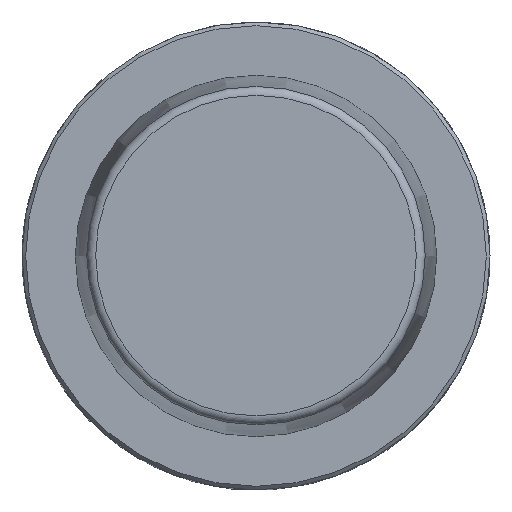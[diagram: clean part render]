
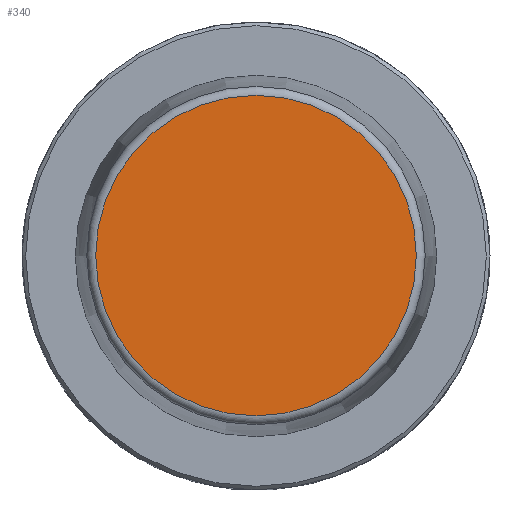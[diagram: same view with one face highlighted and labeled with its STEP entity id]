
A CAD part, top view. The second image highlights one B-rep face of the part: STEP entity #340.
In plain terms, the highlighted planar face has unit normal (0, 0, 1).
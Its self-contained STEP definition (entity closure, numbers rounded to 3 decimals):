
#340=ADVANCED_FACE('',(#409),#380,.T.);
#380=PLANE('',#1303);
#409=FACE_OUTER_BOUND('',#510,.T.);
#510=EDGE_LOOP('',(#675));
#675=ORIENTED_EDGE('',*,*,#1058,.F.);
#935=VERTEX_POINT('',#2049);
#1058=EDGE_CURVE('',#935,#935,#1168,.T.);
#1168=CIRCLE('',#1301,21.576);
#1301=AXIS2_PLACEMENT_3D('',#2048,#1555,#1556);
#1303=AXIS2_PLACEMENT_3D('',#2051,#1559,#1560);
#1555=DIRECTION('',(0.,0.,-1.));
#1556=DIRECTION('',(1.,0.,0.));
#1559=DIRECTION('',(0.,0.,1.));
#1560=DIRECTION('',(1.,0.,0.));
#2048=CARTESIAN_POINT('',(0.,0.,32.));
#2049=CARTESIAN_POINT('',(21.576,0.,32.));
#2051=CARTESIAN_POINT('',(0.,-21.576,32.));
